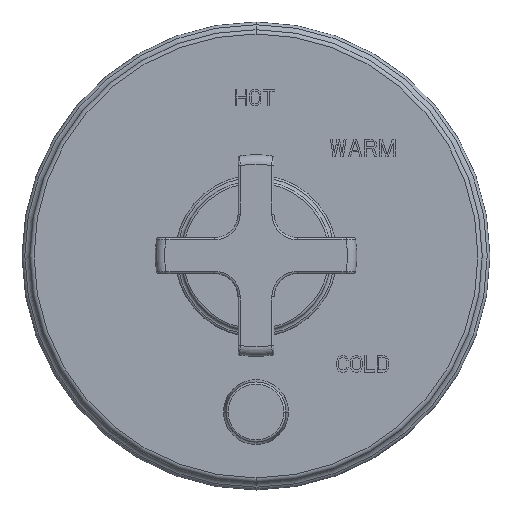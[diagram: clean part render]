
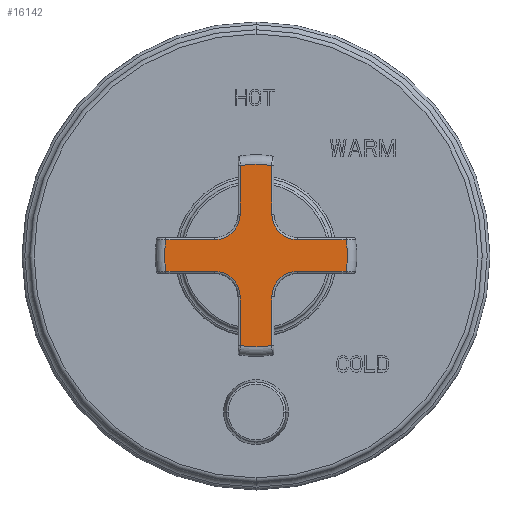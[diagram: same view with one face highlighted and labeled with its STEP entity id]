
A CAD part, top view. The second image highlights one B-rep face of the part: STEP entity #16142.
In plain terms, the highlighted planar face has unit normal (0, 0, 1).
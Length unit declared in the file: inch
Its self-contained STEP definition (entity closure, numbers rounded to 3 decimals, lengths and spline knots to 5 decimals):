
#12015=DIRECTION('',(0.,1.,0.));
#12016=VECTOR('',#12015,0.6758);
#12017=CARTESIAN_POINT('',(0.22,-1.2508,3.564));
#12018=LINE('',#12017,#12016);
#12019=DIRECTION('',(0.,1.,0.));
#12020=VECTOR('',#12019,0.6758);
#12021=CARTESIAN_POINT('',(-0.22,-1.2508,3.564));
#12022=LINE('',#12021,#12020);
#12023=CARTESIAN_POINT('',(-0.575,-0.575,3.564));
#12024=DIRECTION('',(0.,0.,1.));
#12025=DIRECTION('',(1.,0.,0.));
#12026=AXIS2_PLACEMENT_3D('',#12023,#12024,#12025);
#12028=DIRECTION('',(-1.,0.,0.));
#12029=VECTOR('',#12028,0.6758);
#12030=CARTESIAN_POINT('',(-0.575,-0.22,3.564));
#12031=LINE('',#12030,#12029);
#12032=DIRECTION('',(1.,0.,0.));
#12033=VECTOR('',#12032,0.6758);
#12034=CARTESIAN_POINT('',(-1.2508,0.22,3.564));
#12035=LINE('',#12034,#12033);
#12036=CARTESIAN_POINT('',(-0.575,0.575,3.564));
#12037=DIRECTION('',(0.,0.,1.));
#12038=DIRECTION('',(0.,-1.,0.));
#12039=AXIS2_PLACEMENT_3D('',#12036,#12037,#12038);
#12041=DIRECTION('',(0.,1.,0.));
#12042=VECTOR('',#12041,0.6758);
#12043=CARTESIAN_POINT('',(-0.22,0.575,3.564));
#12044=LINE('',#12043,#12042);
#12045=DIRECTION('',(0.,-1.,0.));
#12046=VECTOR('',#12045,0.6758);
#12047=CARTESIAN_POINT('',(0.22,1.2508,3.564));
#12048=LINE('',#12047,#12046);
#12049=CARTESIAN_POINT('',(0.575,0.575,3.564));
#12050=DIRECTION('',(0.,0.,1.));
#12051=DIRECTION('',(-1.,0.,0.));
#12052=AXIS2_PLACEMENT_3D('',#12049,#12050,#12051);
#12054=DIRECTION('',(1.,0.,0.));
#12055=VECTOR('',#12054,0.6758);
#12056=CARTESIAN_POINT('',(0.575,0.22,3.564));
#12057=LINE('',#12056,#12055);
#12058=DIRECTION('',(1.,0.,0.));
#12059=VECTOR('',#12058,0.6758);
#12060=CARTESIAN_POINT('',(0.575,-0.22,3.564));
#12061=LINE('',#12060,#12059);
#12062=CARTESIAN_POINT('',(0.575,-0.575,3.564));
#12063=DIRECTION('',(0.,0.,-1.));
#12064=DIRECTION('',(-1.,0.,0.));
#12065=AXIS2_PLACEMENT_3D('',#12062,#12063,#12064);
#12434=CARTESIAN_POINT('',(-0.22,-1.2508,3.564));
#12436=CARTESIAN_POINT('',(0.,0.,3.564));
#12437=DIRECTION('',(0.,0.,1.));
#12438=DIRECTION('',(-0.173,-0.985,0.));
#12439=AXIS2_PLACEMENT_3D('',#12436,#12437,#12438);
#12509=CARTESIAN_POINT('',(-1.2508,0.22,3.564));
#12511=CARTESIAN_POINT('',(0.,0.,3.564));
#12512=DIRECTION('',(0.,0.,1.));
#12513=DIRECTION('',(-0.985,0.173,0.));
#12514=AXIS2_PLACEMENT_3D('',#12511,#12512,#12513);
#12652=CARTESIAN_POINT('',(0.,0.,3.564));
#12653=DIRECTION('',(0.,0.,1.));
#12654=DIRECTION('',(0.985,-0.173,0.));
#12655=AXIS2_PLACEMENT_3D('',#12652,#12653,#12654);
#12700=CARTESIAN_POINT('',(0.22,1.2508,3.564));
#12702=CARTESIAN_POINT('',(0.,0.,3.564));
#12703=DIRECTION('',(0.,0.,1.));
#12704=DIRECTION('',(0.173,0.985,0.));
#12705=AXIS2_PLACEMENT_3D('',#12702,#12703,#12704);
#13922=CARTESIAN_POINT('',(0.22,-1.2508,3.564));
#13923=CARTESIAN_POINT('',(0.22,-0.575,3.564));
#13924=VERTEX_POINT('',#13922);
#13925=VERTEX_POINT('',#13923);
#13930=CARTESIAN_POINT('',(0.575,-0.22,3.564));
#13931=VERTEX_POINT('',#13930);
#13934=CARTESIAN_POINT('',(1.2508,-0.22,3.564));
#13935=VERTEX_POINT('',#13934);
#14025=VERTEX_POINT('',#12434);
#14026=CARTESIAN_POINT('',(-0.22,-0.575,3.564));
#14027=VERTEX_POINT('',#14026);
#14028=CARTESIAN_POINT('',(-0.575,-0.22,3.564));
#14029=VERTEX_POINT('',#14028);
#14032=CARTESIAN_POINT('',(-1.2508,-0.22,3.564));
#14033=VERTEX_POINT('',#14032);
#14035=VERTEX_POINT('',#12509);
#14036=CARTESIAN_POINT('',(-0.575,0.22,3.564));
#14037=VERTEX_POINT('',#14036);
#14038=CARTESIAN_POINT('',(-0.22,0.575,3.564));
#14039=VERTEX_POINT('',#14038);
#14042=CARTESIAN_POINT('',(-0.22,1.2508,3.564));
#14043=VERTEX_POINT('',#14042);
#14055=VERTEX_POINT('',#12700);
#14056=CARTESIAN_POINT('',(0.22,0.575,3.564));
#14057=VERTEX_POINT('',#14056);
#14058=CARTESIAN_POINT('',(0.575,0.22,3.564));
#14059=VERTEX_POINT('',#14058);
#14062=CARTESIAN_POINT('',(1.2508,0.22,3.564));
#14063=VERTEX_POINT('',#14062);
#16107=CARTESIAN_POINT('',(0.,0.,3.564));
#16108=DIRECTION('',(0.,0.,-1.));
#16109=DIRECTION('',(0.,-1.,0.));
#16110=AXIS2_PLACEMENT_3D('',#16107,#16108,#16109);
#16111=PLANE('',#16110);
#16113=ORIENTED_EDGE('',*,*,#16112,.F.);
#16115=ORIENTED_EDGE('',*,*,#16114,.F.);
#16116=ORIENTED_EDGE('',*,*,#14814,.T.);
#16117=ORIENTED_EDGE('',*,*,#14828,.T.);
#16118=ORIENTED_EDGE('',*,*,#14842,.T.);
#16120=ORIENTED_EDGE('',*,*,#16119,.F.);
#16122=ORIENTED_EDGE('',*,*,#16121,.T.);
#16124=ORIENTED_EDGE('',*,*,#16123,.T.);
#16126=ORIENTED_EDGE('',*,*,#16125,.T.);
#16128=ORIENTED_EDGE('',*,*,#16127,.F.);
#16130=ORIENTED_EDGE('',*,*,#16129,.T.);
#16132=ORIENTED_EDGE('',*,*,#16131,.T.);
#16134=ORIENTED_EDGE('',*,*,#16133,.T.);
#16136=ORIENTED_EDGE('',*,*,#16135,.F.);
#16137=ORIENTED_EDGE('',*,*,#16097,.F.);
#16139=ORIENTED_EDGE('',*,*,#16138,.F.);
#16140=EDGE_LOOP('',(#16113,#16115,#16116,#16117,#16118,#16120,#16122,#16124,
#16126,#16128,#16130,#16132,#16134,#16136,#16137,#16139));
#16141=FACE_OUTER_BOUND('',#16140,.F.);
#16142=ADVANCED_FACE('',(#16141),#16111,.F.);
#12027=CIRCLE('',#12026,0.355);
#12040=CIRCLE('',#12039,0.355);
#12053=CIRCLE('',#12052,0.355);
#12066=CIRCLE('',#12065,0.355);
#12440=CIRCLE('',#12439,1.27);
#12515=CIRCLE('',#12514,1.27);
#12656=CIRCLE('',#12655,1.27);
#12706=CIRCLE('',#12705,1.27);
#14814=EDGE_CURVE('',#14025,#14027,#12022,.T.);
#14828=EDGE_CURVE('',#14027,#14029,#12027,.T.);
#14842=EDGE_CURVE('',#14029,#14033,#12031,.T.);
#16097=EDGE_CURVE('',#13931,#13935,#12061,.T.);
#16112=EDGE_CURVE('',#13924,#13925,#12018,.T.);
#16114=EDGE_CURVE('',#14025,#13924,#12440,.T.);
#16119=EDGE_CURVE('',#14035,#14033,#12515,.T.);
#16121=EDGE_CURVE('',#14035,#14037,#12035,.T.);
#16123=EDGE_CURVE('',#14037,#14039,#12040,.T.);
#16125=EDGE_CURVE('',#14039,#14043,#12044,.T.);
#16127=EDGE_CURVE('',#14055,#14043,#12706,.T.);
#16129=EDGE_CURVE('',#14055,#14057,#12048,.T.);
#16131=EDGE_CURVE('',#14057,#14059,#12053,.T.);
#16133=EDGE_CURVE('',#14059,#14063,#12057,.T.);
#16135=EDGE_CURVE('',#13935,#14063,#12656,.T.);
#16138=EDGE_CURVE('',#13925,#13931,#12066,.T.);
